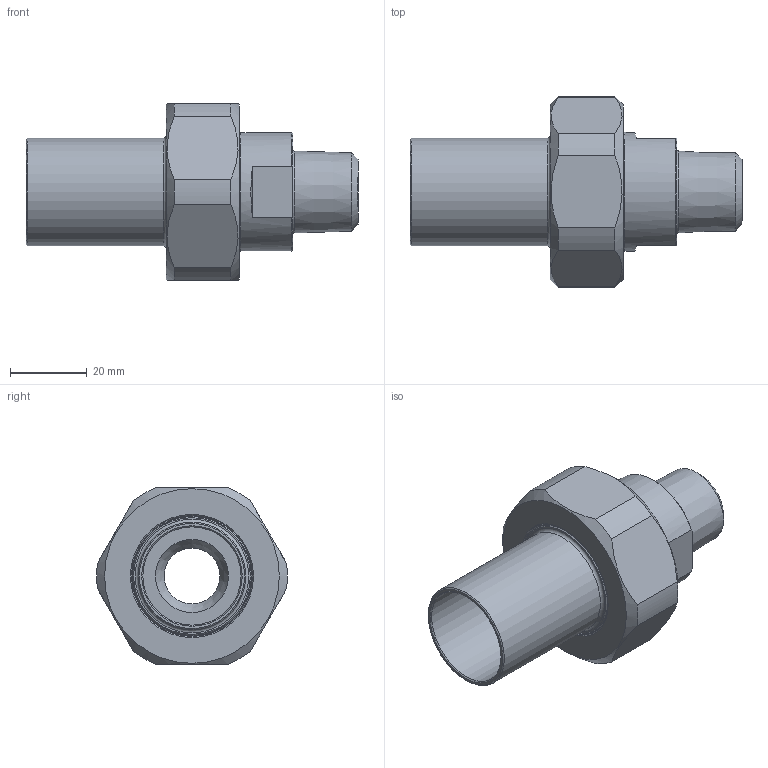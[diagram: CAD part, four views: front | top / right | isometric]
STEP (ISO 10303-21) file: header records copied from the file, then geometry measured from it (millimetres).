
FILE_DESCRIPTION(/* description */ (''),/* implementation_level */ '2;1');
FILE_NAME(/* name */ '3D_R666-PE-UG-28-DN32-DN15_171130961.stp',/* time_stamp */ '2021-07-16T11:38:24+02:00',/* author */ ('cad'),/* organization */ (''),/* preprocessor_version */ 'ST-DEVELOPER v18.1',/* originating_system */ 'Autodesk Inventor 2022',/* authorisation */ '');
FILE_SCHEMA (('AUTOMOTIVE_DESIGN { 1 0 10303 214 3 1 1 }'));
Length unit declared in the file: millimetre
Products named in the file (4): 3D_R666-PE-UG-28-DN32-DN15_171130961; 3D_R666-M-DN32_17113940; 3D_R666-UG-DN15-DN32_17113635; 3D_R666-PE-28-DN32_17113477
Assembly tree (3 placements, depth 2):
  3D_R666-PE-UG-28-DN32-DN15_171130961
    3D_R666-M-DN32_17113940
    3D_R666-UG-DN15-DN32_17113635
    3D_R666-PE-28-DN32_17113477
Bounding box: 86.5 x 49.67 x 46 mm (x, y, z)
Volume: 41712.6 mm3; surface area: 22903.3 mm2
Topology: 3 solids, 3 shells, 60 faces, 144 edges, 95 vertices
Faces by surface type: plane 21, cone 19, cylinder 15, torus 5
Full cylindrical faces by diameter (mm): 14.5 x1, 25.6 x1, 28 x1, 31 x2, 31.5 x1, 38 x1, 38.952 x1, 41.8 x1
Entity records: 1925 total; most frequent: DIRECTION 344, CARTESIAN_POINT 338, ORIENTED_EDGE 288, AXIS2_PLACEMENT_3D 149, EDGE_CURVE 144, VERTEX_POINT 95, CIRCLE 80, EDGE_LOOP 71
